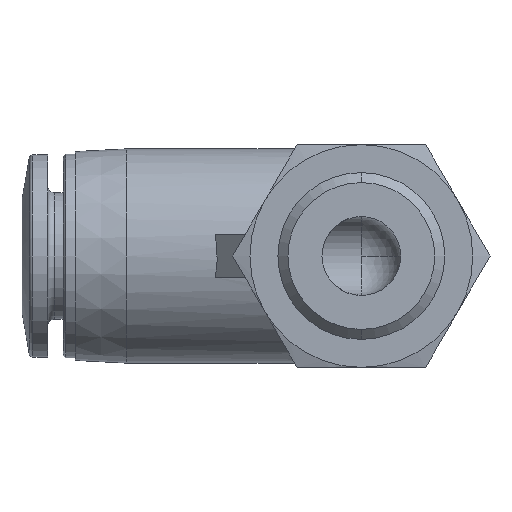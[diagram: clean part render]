
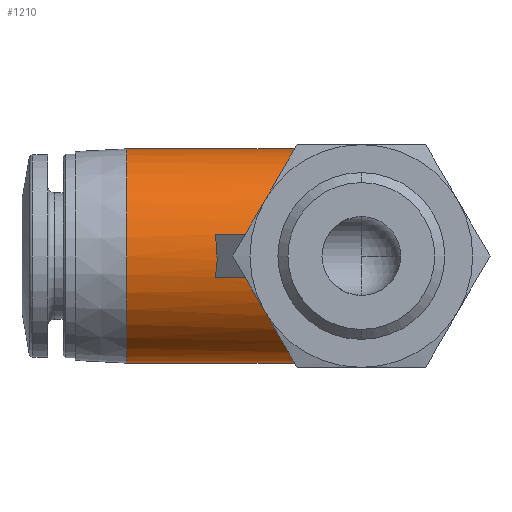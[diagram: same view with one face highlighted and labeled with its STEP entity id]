
A CAD part, front view. The second image highlights one B-rep face of the part: STEP entity #1210.
In plain terms, the highlighted cylindrical face has radius 6.25 mm (diameter 12.5 mm), a partial arc.
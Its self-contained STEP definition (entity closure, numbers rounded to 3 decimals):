
#30 = EDGE_CURVE ( 'NONE', #1631, #1707, #1605, .T. ) ;
#64 = AXIS2_PLACEMENT_3D ( 'NONE', #440, #436, #262 ) ;
#161 = CARTESIAN_POINT ( 'NONE',  ( -6.124, -6.124, 1.25 ) ) ;
#169 = CARTESIAN_POINT ( 'NONE',  ( -6.124, -6.124, -1.25 ) ) ;
#180 = CARTESIAN_POINT ( 'NONE',  ( -8.37, -6.293, -0.422 ) ) ;
#185 = CARTESIAN_POINT ( 'NONE',  ( -19.8, 0., -6.25 ) ) ;
#242 = CARTESIAN_POINT ( 'NONE',  ( -5.503, -5.503, -4.289 ) ) ;
#251 = CARTESIAN_POINT ( 'NONE',  ( -19.8, 0., 6.25 ) ) ;
#262 = DIRECTION ( 'NONE',  ( 0., 0., -1. ) ) ;
#265 = CARTESIAN_POINT ( 'NONE',  ( -8.539, -6.124, -1.25 ) ) ;
#270 = CARTESIAN_POINT ( 'NONE',  ( -8.37, -6.293, 0.422 ) ) ;
#282 = CARTESIAN_POINT ( 'NONE',  ( -5.503, -5.503, 4.289 ) ) ;
#322 = CARTESIAN_POINT ( 'NONE',  ( -8.539, -6.124, 1.25 ) ) ;
#327 = DIRECTION ( 'NONE',  ( 1., 0., 0. ) ) ;
#333 = DIRECTION ( 'NONE',  ( 1., 0., 0. ) ) ;
#337 = CARTESIAN_POINT ( 'NONE',  ( -3.101, -3.101, -6.25 ) ) ;
#339 = CARTESIAN_POINT ( 'NONE',  ( -3.101, -3.101, 6.25 ) ) ;
#349 = CARTESIAN_POINT ( 'NONE',  ( 0., 0., 6.25 ) ) ;
#376 = CARTESIAN_POINT ( 'NONE',  ( 0., 0., -6.25 ) ) ;
#383 = CARTESIAN_POINT ( 'NONE',  ( -13.7, 0., 6.25 ) ) ;
#436 = DIRECTION ( 'NONE',  ( 1., 0., 0. ) ) ;
#440 = CARTESIAN_POINT ( 'NONE',  ( -13.7, 0., 0. ) ) ;
#477 = CARTESIAN_POINT ( 'NONE',  ( -19.8, -6.124, -1.25 ) ) ;
#481 = DIRECTION ( 'NONE',  ( 1., 0., 0. ) ) ;
#638 = AXIS2_PLACEMENT_3D ( 'NONE', #1984, #2137, #2125 ) ;
#747 =( BOUNDED_CURVE ( )  B_SPLINE_CURVE ( 3, ( #161, #282, #339, #349 ),
 .UNSPECIFIED., .F., .T. ) 
 B_SPLINE_CURVE_WITH_KNOTS ( ( 4, 4 ),
 ( 3.343, 4.712 ),
 .UNSPECIFIED. ) 
 CURVE ( )  GEOMETRIC_REPRESENTATION_ITEM ( )  RATIONAL_B_SPLINE_CURVE ( ( 1., 0.85, 0.85, 1. ) ) 
 REPRESENTATION_ITEM ( '' )  );
#750 =( BOUNDED_CURVE ( )  B_SPLINE_CURVE ( 3, ( #322, #270, #180, #265 ),
 .UNSPECIFIED., .F., .F. ) 
 B_SPLINE_CURVE_WITH_KNOTS ( ( 4, 4 ),
 ( 6.082, 6.485 ),
 .UNSPECIFIED. ) 
 CURVE ( )  GEOMETRIC_REPRESENTATION_ITEM ( )  RATIONAL_B_SPLINE_CURVE ( ( 1., 0.987, 0.987, 1. ) ) 
 REPRESENTATION_ITEM ( '' )  );
#773 =( BOUNDED_CURVE ( )  B_SPLINE_CURVE ( 3, ( #376, #337, #242, #169 ),
 .UNSPECIFIED., .F., .F. ) 
 B_SPLINE_CURVE_WITH_KNOTS ( ( 4, 4 ),
 ( 1.571, 2.94 ),
 .UNSPECIFIED. ) 
 CURVE ( )  GEOMETRIC_REPRESENTATION_ITEM ( )  RATIONAL_B_SPLINE_CURVE ( ( 1., 0.85, 0.85, 1. ) ) 
 REPRESENTATION_ITEM ( '' )  );
#774 = EDGE_CURVE ( 'NONE', #1767, #1582, #930, .T. ) ;
#779 = EDGE_CURVE ( 'NONE', #1155, #1654, #1009, .T. ) ;
#785 = EDGE_CURVE ( 'NONE', #1155, #1767, #980, .T. ) ;
#803 = EDGE_CURVE ( 'NONE', #1707, #1654, #747, .T. ) ;
#821 = EDGE_CURVE ( 'NONE', #1631, #1789, #750, .T. ) ;
#826 = EDGE_CURVE ( 'NONE', #1789, #1655, #1060, .T. ) ;
#830 = EDGE_CURVE ( 'NONE', #1582, #1655, #773, .T. ) ;
#834 = DIRECTION ( 'NONE',  ( 1., 0., 0. ) ) ;
#889 = CARTESIAN_POINT ( 'NONE',  ( -19.8, -6.124, 1.25 ) ) ;
#930 = LINE ( 'NONE', #185, #1029 ) ;
#946 = VECTOR ( 'NONE', #481, 1000. ) ;
#980 = CIRCLE ( 'NONE', #64, 6.25 ) ;
#1009 = LINE ( 'NONE', #251, #946 ) ;
#1029 = VECTOR ( 'NONE', #327, 1000. ) ;
#1050 = VECTOR ( 'NONE', #333, 1000. ) ;
#1060 = LINE ( 'NONE', #477, #1050 ) ;
#1093 = ORIENTED_EDGE ( 'NONE', *, *, #826, .F. ) ;
#1129 = ORIENTED_EDGE ( 'NONE', *, *, #803, .T. ) ;
#1155 = VERTEX_POINT ( 'NONE', #383 ) ;
#1159 = ORIENTED_EDGE ( 'NONE', *, *, #785, .T. ) ;
#1175 = ORIENTED_EDGE ( 'NONE', *, *, #830, .T. ) ;
#1210 = ADVANCED_FACE ( 'NONE', ( #1333 ), #1355, .T. ) ;
#1333 = FACE_OUTER_BOUND ( 'NONE', #1657, .T. ) ;
#1355 = CYLINDRICAL_SURFACE ( 'NONE', #638, 6.25 ) ;
#1420 = CARTESIAN_POINT ( 'NONE',  ( 0., 0., 6.25 ) ) ;
#1430 = CARTESIAN_POINT ( 'NONE',  ( -6.124, -6.124, 1.25 ) ) ;
#1433 = CARTESIAN_POINT ( 'NONE',  ( -6.124, -6.124, -1.25 ) ) ;
#1446 = CARTESIAN_POINT ( 'NONE',  ( -13.7, 0., -6.25 ) ) ;
#1469 = CARTESIAN_POINT ( 'NONE',  ( -8.539, -6.124, -1.25 ) ) ;
#1478 = ORIENTED_EDGE ( 'NONE', *, *, #821, .F. ) ;
#1486 = ORIENTED_EDGE ( 'NONE', *, *, #30, .T. ) ;
#1499 = ORIENTED_EDGE ( 'NONE', *, *, #774, .T. ) ;
#1501 = ORIENTED_EDGE ( 'NONE', *, *, #779, .F. ) ;
#1582 = VERTEX_POINT ( 'NONE', #2035 ) ;
#1605 = LINE ( 'NONE', #889, #1687 ) ;
#1631 = VERTEX_POINT ( 'NONE', #2215 ) ;
#1654 = VERTEX_POINT ( 'NONE', #1420 ) ;
#1655 = VERTEX_POINT ( 'NONE', #1433 ) ;
#1657 = EDGE_LOOP ( 'NONE', ( #1501, #1159, #1499, #1175, #1093, #1478, #1486, #1129 ) ) ;
#1687 = VECTOR ( 'NONE', #834, 1000. ) ;
#1707 = VERTEX_POINT ( 'NONE', #1430 ) ;
#1767 = VERTEX_POINT ( 'NONE', #1446 ) ;
#1789 = VERTEX_POINT ( 'NONE', #1469 ) ;
#1984 = CARTESIAN_POINT ( 'NONE',  ( -19.8, 0., 0. ) ) ;
#2035 = CARTESIAN_POINT ( 'NONE',  ( 0., 0., -6.25 ) ) ;
#2125 = DIRECTION ( 'NONE',  ( 0., 0., -1. ) ) ;
#2137 = DIRECTION ( 'NONE',  ( 1., 0., 0. ) ) ;
#2215 = CARTESIAN_POINT ( 'NONE',  ( -8.539, -6.124, 1.25 ) ) ;
